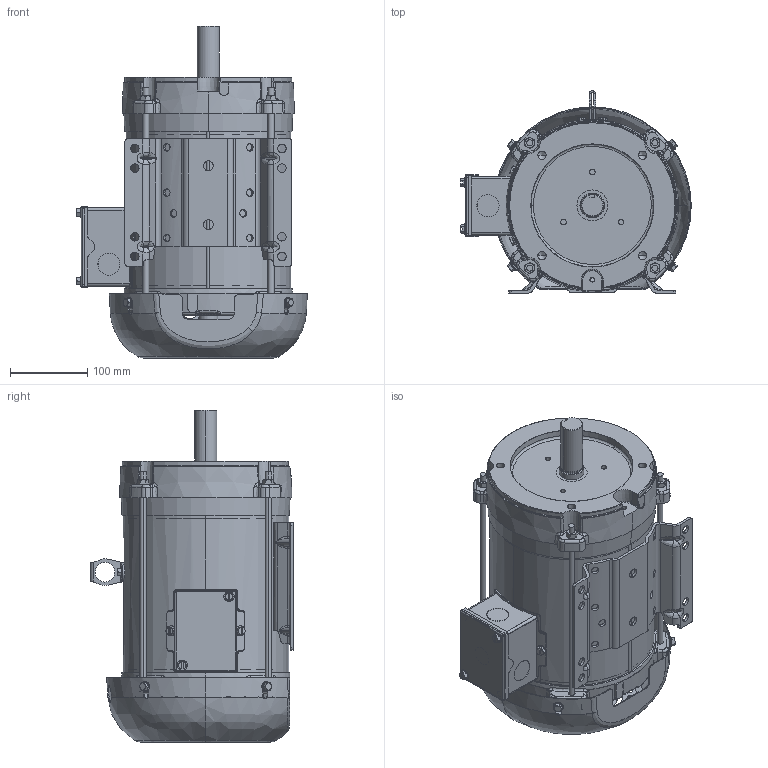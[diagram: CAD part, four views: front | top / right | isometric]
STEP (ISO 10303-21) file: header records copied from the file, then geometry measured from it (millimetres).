
FILE_DESCRIPTION (( 'STEP AP214' ), '1' );
FILE_NAME ('036225-800_RevD_182TC_3HP Coord.STEP', '2021-07-29T13:38:11', ( '' ), ( '' ), 'SwSTEP 2.0', 'SolidWorks 2017', '' );
FILE_SCHEMA (( 'AUTOMOTIVE_DESIGN' ));
Length unit declared in the file: inch
Products named in the file (1): 036225-800_RevD_182TC_3HP Coord
Bounding box: 298.73 x 262.49 x 429.98 mm (x, y, z)
Volume: 2596305.7 mm3; surface area: 1103890.7 mm2
Topology: 32 solids, 32 shells, 3123 faces, 8151 edges, 5099 vertices
Faces by surface type: plane 937, bspline 934, cylinder 926, cone 326
Entity records: 143961 total; most frequent: CARTESIAN_POINT 73922, ORIENTED_EDGE 16164, DIRECTION 12388, EDGE_CURVE 8082, VERTEX_POINT 5099, AXIS2_PLACEMENT_3D 4770, EDGE_LOOP 3439, ADVANCED_FACE 3123
